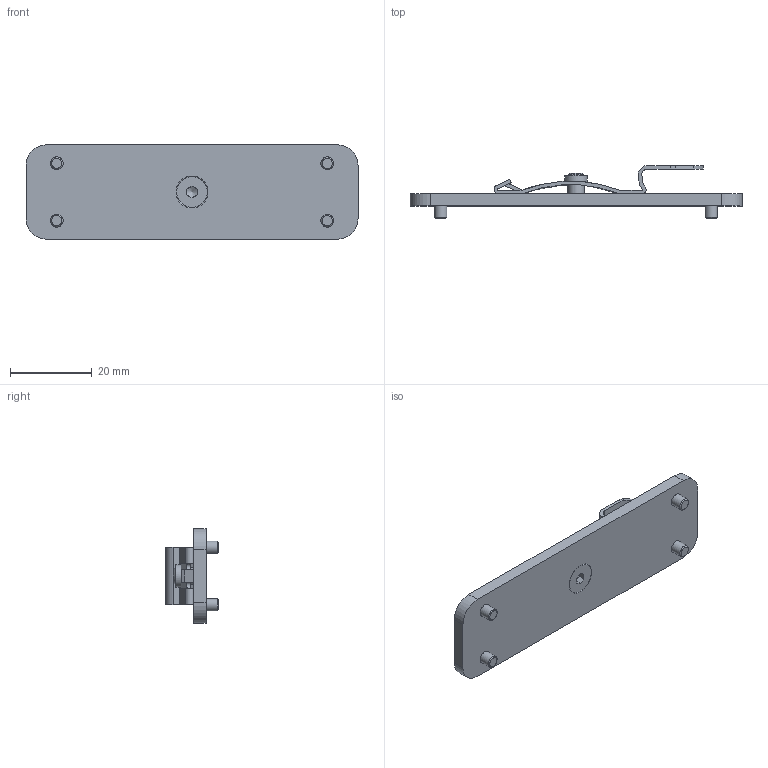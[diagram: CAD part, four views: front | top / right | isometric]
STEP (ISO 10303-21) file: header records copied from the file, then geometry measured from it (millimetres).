
FILE_DESCRIPTION(/* description */ (''),/* implementation_level */ '2;1');
FILE_NAME(/* name */ 'evfabkitclip.stp',/* time_stamp */ '2024-07-03T11:16:57+02:00',/* author */ ('enginyeria3'),/* organization */ (''),/* preprocessor_version */ 'ST-DEVELOPER v20',/* originating_system */ 'Autodesk Inventor 2024',/* authorisation */ '');
FILE_SCHEMA (('AUTOMOTIVE_DESIGN { 1 0 10303 214 3 1 1 }'));
Length unit declared in the file: millimetre
Products named in the file (1): Pieza3
Bounding box: 81 x 12.85 x 23 mm (x, y, z)
Volume: 6272.2 mm3; surface area: 6234.5 mm2
Topology: 2 solids, 2 shells, 148 faces, 392 edges, 260 vertices
Faces by surface type: plane 80, cylinder 46, cone 16, torus 4, bspline 2
Full cylindrical faces by diameter (mm): 3 x4, 3.2 x4, 4 x1, 4.35 x1, 4.5 x1, 5.419 x1, 6 x4, 7.53 x1, 7.8 x1
Entity records: 5385 total; most frequent: CARTESIAN_POINT 1423, DIRECTION 798, ORIENTED_EDGE 782, EDGE_CURVE 391, AXIS2_PLACEMENT_3D 280, VERTEX_POINT 260, LINE 238, VECTOR 238
